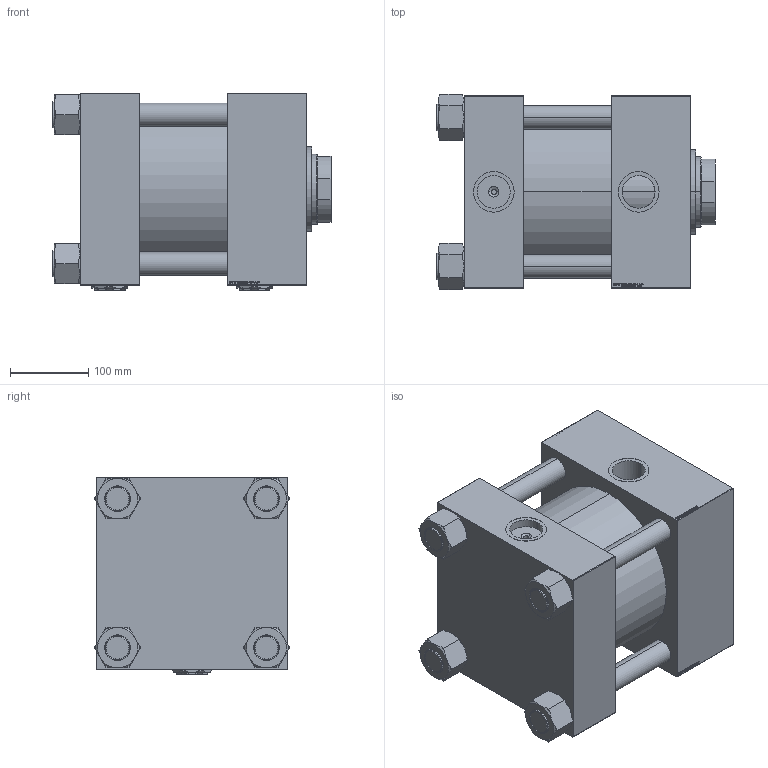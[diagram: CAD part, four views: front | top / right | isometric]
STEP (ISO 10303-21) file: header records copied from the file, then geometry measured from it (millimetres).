
FILE_DESCRIPTION (( 'STEP AP203' ), '1' );
FILE_NAME ('3710.STEP', '2024-01-08T13:58:53', ( '' ), ( '' ), 'SwSTEP 2.0', 'SolidWorks 2019', '' );
FILE_SCHEMA (( 'CONFIG_CONTROL_DESIGN' ));
Length unit declared in the file: millimetre
Products named in the file (7): NUT_M5_V215CD_C e9b46dfa49d544ccc4138e11e5e4656e; V215CD_C_TYCINKA e9b46dfa49d544ccc4138e11e5e4656e; V215CD_VCP_C e9b46dfa49d544ccc4138e11e5e4656e; 3710; V215CD_VC_C e9b46dfa49d544ccc4138e11e5e4656e; Zatka_pro_OIL_PORT e9b46dfa49d544ccc4138e11e5e4656e; V215CD_Body_C e9b46dfa49d544ccc4138e11e5e4656e
Assembly tree (13 placements, depth 2):
  3710
    V215CD_Body_C e9b46dfa49d544ccc4138e11e5e4656e
    V215CD_VC_C e9b46dfa49d544ccc4138e11e5e4656e
    V215CD_VCP_C e9b46dfa49d544ccc4138e11e5e4656e
    V215CD_C_TYCINKA e9b46dfa49d544ccc4138e11e5e4656e  x4
    NUT_M5_V215CD_C e9b46dfa49d544ccc4138e11e5e4656e  x4
    Zatka_pro_OIL_PORT e9b46dfa49d544ccc4138e11e5e4656e  x2
Bounding box: 356 x 249.44 x 252 mm (x, y, z)
Volume: 13376051.6 mm3; surface area: 1055702.8 mm2
Topology: 13 solids, 13 shells, 1297 faces, 3264 edges, 2115 vertices
Faces by surface type: plane 621, bspline 392, cone 178, cylinder 98, torus 8
Entity records: 52847 total; most frequent: CARTESIAN_POINT 27947, ORIENTED_EDGE 5600, DIRECTION 3638, EDGE_CURVE 2800, VERTEX_POINT 1835, VECTOR 1650, LINE 1650, EDGE_LOOP 1235
